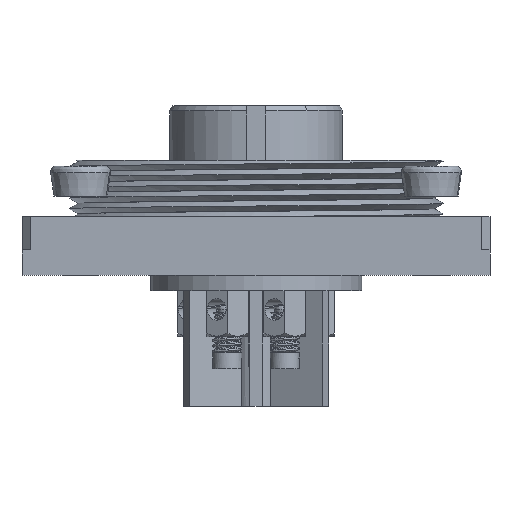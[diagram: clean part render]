
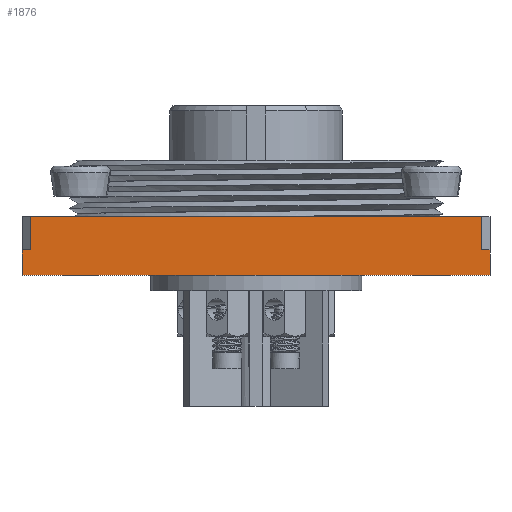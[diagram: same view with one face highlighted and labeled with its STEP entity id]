
A CAD part, front view. The second image highlights one B-rep face of the part: STEP entity #1876.
In plain terms, the highlighted planar face has unit normal (0, -1, 0).
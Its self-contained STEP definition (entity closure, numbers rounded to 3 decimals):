
#1876=ADVANCED_FACE('',(#4612),#4613,.T.);
#4612=FACE_OUTER_BOUND('',#10913,.T.);
#4613=PLANE('',#10914);
#10913=EDGE_LOOP('',(#17969,#17970,#17971,#17972,#17973,#17974,#17975,#17976));
#10914=AXIS2_PLACEMENT_3D('',#17977,#17978,#17979);
#17969=ORIENTED_EDGE('',*,*,#24177,.T.);
#17970=ORIENTED_EDGE('',*,*,#24185,.F.);
#17971=ORIENTED_EDGE('',*,*,#24170,.F.);
#17972=ORIENTED_EDGE('',*,*,#24925,.T.);
#17973=ORIENTED_EDGE('',*,*,#24922,.T.);
#17974=ORIENTED_EDGE('',*,*,#24926,.F.);
#17975=ORIENTED_EDGE('',*,*,#24927,.F.);
#17976=ORIENTED_EDGE('',*,*,#24928,.T.);
#17977=CARTESIAN_POINT('',(0.,-22.225,-5.681));
#17978=DIRECTION('',(0.0,-1.0,0.0));
#17979=DIRECTION('',(0.0,0.0,-1.0));
#24170=EDGE_CURVE('',#41652,#41654,#41655,.T.);
#24177=EDGE_CURVE('',#41660,#41665,#41667,.T.);
#24185=EDGE_CURVE('',#41654,#41665,#41680,.T.);
#24922=EDGE_CURVE('',#42660,#42658,#42661,.T.);
#24925=EDGE_CURVE('',#41652,#42660,#42664,.T.);
#24926=EDGE_CURVE('',#42665,#42658,#42666,.T.);
#24927=EDGE_CURVE('',#42667,#42665,#42668,.T.);
#24928=EDGE_CURVE('',#42667,#41660,#42669,.T.);
#41652=VERTEX_POINT('',#55979);
#41654=VERTEX_POINT('',#55982);
#41655=LINE('',#55983,#55984);
#41660=VERTEX_POINT('',#55991);
#41665=VERTEX_POINT('',#55998);
#41667=LINE('',#56001,#56002);
#41680=LINE('',#56020,#56021);
#42658=VERTEX_POINT('',#57505);
#42660=VERTEX_POINT('',#57508);
#42661=LINE('',#57509,#57510);
#42664=LINE('',#57514,#57515);
#42665=VERTEX_POINT('',#57516);
#42666=LINE('',#57517,#57518);
#42667=VERTEX_POINT('',#57519);
#42668=LINE('',#57520,#57521);
#42669=LINE('',#57522,#57523);
#55979=CARTESIAN_POINT('',(-21.435,-22.225,-3.17));
#55982=CARTESIAN_POINT('',(-21.435,-22.225,0.0));
#55983=CARTESIAN_POINT('',(-21.435,-22.225,-3.17));
#55984=VECTOR('',#63529,3.17);
#55991=CARTESIAN_POINT('',(21.435,-22.225,-3.17));
#55998=CARTESIAN_POINT('',(21.435,-22.225,0.0));
#56001=CARTESIAN_POINT('',(21.435,-22.225,-3.17));
#56002=VECTOR('',#63535,3.17);
#56020=CARTESIAN_POINT('',(-21.435,-22.225,0.0));
#56021=VECTOR('',#63541,42.87);
#57505=CARTESIAN_POINT('',(-22.225,-22.225,-5.57));
#57508=CARTESIAN_POINT('',(-22.225,-22.225,-3.17));
#57509=CARTESIAN_POINT('',(-22.225,-22.225,-3.17));
#57510=VECTOR('',#64040,2.4);
#57514=CARTESIAN_POINT('',(-21.435,-22.225,-3.17));
#57515=VECTOR('',#64042,0.79);
#57516=CARTESIAN_POINT('',(22.225,-22.225,-5.57));
#57517=CARTESIAN_POINT('',(22.225,-22.225,-5.57));
#57518=VECTOR('',#64043,44.45);
#57519=CARTESIAN_POINT('',(22.225,-22.225,-3.17));
#57520=CARTESIAN_POINT('',(22.225,-22.225,-3.17));
#57521=VECTOR('',#64044,2.4);
#57522=CARTESIAN_POINT('',(22.225,-22.225,-3.17));
#57523=VECTOR('',#64045,0.79);
#63529=DIRECTION('',(0.0,0.0,1.0));
#63535=DIRECTION('',(0.0,0.0,1.0));
#63541=DIRECTION('',(1.0,0.0,0.0));
#64040=DIRECTION('',(0.0,0.0,-1.0));
#64042=DIRECTION('',(-1.0,0.0,0.0));
#64043=DIRECTION('',(-1.0,0.0,0.0));
#64044=DIRECTION('',(0.0,0.0,-1.0));
#64045=DIRECTION('',(-1.0,0.0,0.0));
